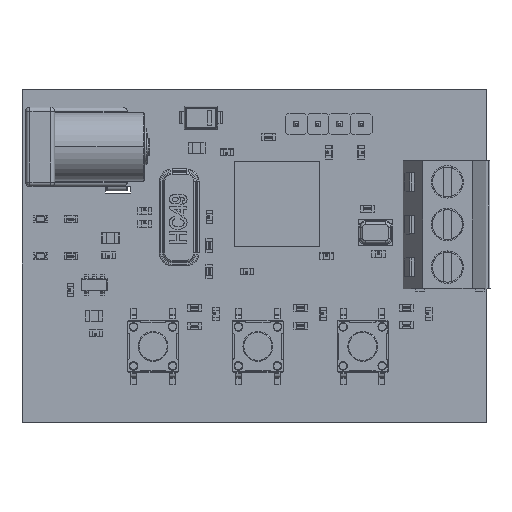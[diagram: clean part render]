
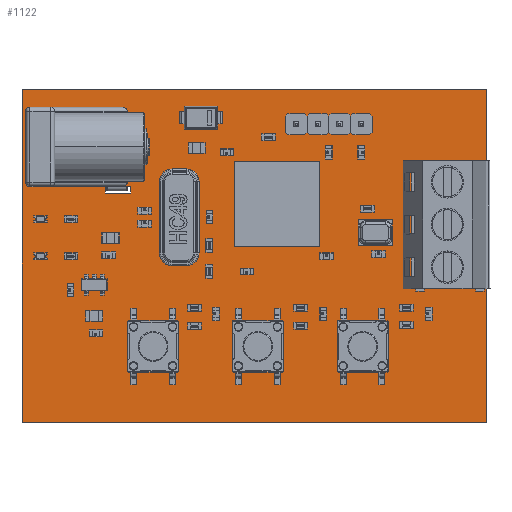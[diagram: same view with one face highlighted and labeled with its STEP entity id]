
A CAD part, top view. The second image highlights one B-rep face of the part: STEP entity #1122.
In plain terms, the highlighted planar face has unit normal (0, 0, 1).
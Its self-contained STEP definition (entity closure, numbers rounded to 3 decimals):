
#207 = VERTEX_POINT('',#208);
#208 = CARTESIAN_POINT('',(25.5,25.5,0.));
#214 = EDGE_CURVE('',#207,#215,#217,.T.);
#215 = VERTEX_POINT('',#216);
#216 = CARTESIAN_POINT('',(80.,25.5,0.));
#217 = LINE('',#218,#219);
#218 = CARTESIAN_POINT('',(25.5,25.5,0.));
#219 = VECTOR('',#220,1.);
#220 = DIRECTION('',(1.,0.,0.));
#245 = EDGE_CURVE('',#215,#246,#248,.T.);
#246 = VERTEX_POINT('',#247);
#247 = CARTESIAN_POINT('',(80.,64.5,0.));
#248 = LINE('',#249,#250);
#249 = CARTESIAN_POINT('',(80.,25.5,0.));
#250 = VECTOR('',#251,1.);
#251 = DIRECTION('',(0.,1.,0.));
#276 = EDGE_CURVE('',#246,#277,#279,.T.);
#277 = VERTEX_POINT('',#278);
#278 = CARTESIAN_POINT('',(25.5,64.5,0.));
#279 = LINE('',#280,#281);
#280 = CARTESIAN_POINT('',(80.,64.5,0.));
#281 = VECTOR('',#282,1.);
#282 = DIRECTION('',(-1.,0.,0.));
#307 = EDGE_CURVE('',#277,#207,#308,.T.);
#308 = LINE('',#309,#310);
#309 = CARTESIAN_POINT('',(25.5,64.5,0.));
#310 = VECTOR('',#311,1.);
#311 = DIRECTION('',(0.,-1.,0.));
#331 = VERTEX_POINT('',#332);
#332 = CARTESIAN_POINT('',(38.282,53.182,0.));
#338 = EDGE_CURVE('',#331,#339,#341,.T.);
#339 = VERTEX_POINT('',#340);
#340 = CARTESIAN_POINT('',(35.282,53.182,0.));
#341 = LINE('',#342,#343);
#342 = CARTESIAN_POINT('',(38.282,53.182,0.));
#343 = VECTOR('',#344,1.);
#344 = DIRECTION('',(-1.,0.,0.));
#369 = EDGE_CURVE('',#339,#370,#372,.T.);
#370 = VERTEX_POINT('',#371);
#371 = CARTESIAN_POINT('',(35.282,52.382,0.));
#372 = LINE('',#373,#374);
#373 = CARTESIAN_POINT('',(35.282,53.182,0.));
#374 = VECTOR('',#375,1.);
#375 = DIRECTION('',(0.,-1.,0.));
#400 = EDGE_CURVE('',#370,#401,#403,.T.);
#401 = VERTEX_POINT('',#402);
#402 = CARTESIAN_POINT('',(38.282,52.382,0.));
#403 = LINE('',#404,#405);
#404 = CARTESIAN_POINT('',(35.282,52.382,0.));
#405 = VECTOR('',#406,1.);
#406 = DIRECTION('',(1.,0.,0.));
#431 = EDGE_CURVE('',#401,#331,#432,.T.);
#432 = LINE('',#433,#434);
#433 = CARTESIAN_POINT('',(38.282,52.382,0.));
#434 = VECTOR('',#435,1.);
#435 = DIRECTION('',(0.,1.,0.));
#455 = VERTEX_POINT('',#456);
#456 = CARTESIAN_POINT('',(44.242,47.09,0.));
#462 = EDGE_CURVE('',#455,#455,#463,.T.);
#463 = CIRCLE('',#464,0.3);
#464 = AXIS2_PLACEMENT_3D('',#465,#466,#467);
#465 = CARTESIAN_POINT('',(43.942,47.09,0.));
#466 = DIRECTION('',(0.,0.,1.));
#467 = DIRECTION('',(1.,0.,0.));
#488 = VERTEX_POINT('',#489);
#489 = CARTESIAN_POINT('',(44.242,51.97,0.));
#495 = EDGE_CURVE('',#488,#488,#496,.T.);
#496 = CIRCLE('',#497,0.3);
#497 = AXIS2_PLACEMENT_3D('',#498,#499,#500);
#498 = CARTESIAN_POINT('',(43.942,51.97,0.));
#499 = DIRECTION('',(0.,0.,1.));
#500 = DIRECTION('',(1.,0.,0.));
#521 = VERTEX_POINT('',#522);
#522 = CARTESIAN_POINT('',(34.182,59.082,0.));
#528 = EDGE_CURVE('',#521,#529,#531,.T.);
#529 = VERTEX_POINT('',#530);
#530 = CARTESIAN_POINT('',(33.382,59.082,0.));
#531 = LINE('',#532,#533);
#532 = CARTESIAN_POINT('',(34.182,59.082,0.));
#533 = VECTOR('',#534,1.);
#534 = DIRECTION('',(-1.,0.,0.));
#559 = EDGE_CURVE('',#529,#560,#562,.T.);
#560 = VERTEX_POINT('',#561);
#561 = CARTESIAN_POINT('',(33.382,56.082,0.));
#562 = LINE('',#563,#564);
#563 = CARTESIAN_POINT('',(33.382,59.082,0.));
#564 = VECTOR('',#565,1.);
#565 = DIRECTION('',(0.,-1.,0.));
#590 = EDGE_CURVE('',#560,#591,#593,.T.);
#591 = VERTEX_POINT('',#592);
#592 = CARTESIAN_POINT('',(34.182,56.082,0.));
#593 = LINE('',#594,#595);
#594 = CARTESIAN_POINT('',(33.382,56.082,0.));
#595 = VECTOR('',#596,1.);
#596 = DIRECTION('',(1.,0.,0.));
#621 = EDGE_CURVE('',#591,#521,#622,.T.);
#622 = LINE('',#623,#624);
#623 = CARTESIAN_POINT('',(34.182,56.082,0.));
#624 = VECTOR('',#625,1.);
#625 = DIRECTION('',(0.,1.,0.));
#645 = VERTEX_POINT('',#646);
#646 = CARTESIAN_POINT('',(40.182,59.332,0.));
#652 = EDGE_CURVE('',#645,#653,#655,.T.);
#653 = VERTEX_POINT('',#654);
#654 = CARTESIAN_POINT('',(39.382,59.332,0.));
#655 = LINE('',#656,#657);
#656 = CARTESIAN_POINT('',(40.182,59.332,0.));
#657 = VECTOR('',#658,1.);
#658 = DIRECTION('',(-1.,0.,0.));
#683 = EDGE_CURVE('',#653,#684,#686,.T.);
#684 = VERTEX_POINT('',#685);
#685 = CARTESIAN_POINT('',(39.382,55.832,0.));
#686 = LINE('',#687,#688);
#687 = CARTESIAN_POINT('',(39.382,59.332,0.));
#688 = VECTOR('',#689,1.);
#689 = DIRECTION('',(0.,-1.,0.));
#714 = EDGE_CURVE('',#684,#715,#717,.T.);
#715 = VERTEX_POINT('',#716);
#716 = CARTESIAN_POINT('',(40.182,55.832,0.));
#717 = LINE('',#718,#719);
#718 = CARTESIAN_POINT('',(39.382,55.832,0.));
#719 = VECTOR('',#720,1.);
#720 = DIRECTION('',(1.,0.,0.));
#745 = EDGE_CURVE('',#715,#645,#746,.T.);
#746 = LINE('',#747,#748);
#747 = CARTESIAN_POINT('',(40.182,55.832,0.));
#748 = VECTOR('',#749,1.);
#749 = DIRECTION('',(0.,1.,0.));
#769 = VERTEX_POINT('',#770);
#770 = CARTESIAN_POINT('',(60.698,60.452,0.));
#776 = EDGE_CURVE('',#769,#769,#777,.T.);
#777 = CIRCLE('',#778,0.5);
#778 = AXIS2_PLACEMENT_3D('',#779,#780,#781);
#779 = CARTESIAN_POINT('',(60.198,60.452,0.));
#780 = DIRECTION('',(0.,0.,1.));
#781 = DIRECTION('',(1.,0.,0.));
#802 = VERTEX_POINT('',#803);
#803 = CARTESIAN_POINT('',(58.158,60.452,0.));
#809 = EDGE_CURVE('',#802,#802,#810,.T.);
#810 = CIRCLE('',#811,0.5);
#811 = AXIS2_PLACEMENT_3D('',#812,#813,#814);
#812 = CARTESIAN_POINT('',(57.658,60.452,0.));
#813 = DIRECTION('',(0.,0.,1.));
#814 = DIRECTION('',(1.,0.,0.));
#835 = VERTEX_POINT('',#836);
#836 = CARTESIAN_POINT('',(68.098,47.735,0.));
#842 = EDGE_CURVE('',#835,#835,#843,.T.);
#843 = CIRCLE('',#844,0.25);
#844 = AXIS2_PLACEMENT_3D('',#845,#846,#847);
#845 = CARTESIAN_POINT('',(67.848,47.735,0.));
#846 = DIRECTION('',(0.,0.,1.));
#847 = DIRECTION('',(1.,0.,0.));
#868 = VERTEX_POINT('',#869);
#869 = CARTESIAN_POINT('',(75.834,43.514,0.));
#875 = EDGE_CURVE('',#868,#868,#876,.T.);
#876 = CIRCLE('',#877,0.65);
#877 = AXIS2_PLACEMENT_3D('',#878,#879,#880);
#878 = CARTESIAN_POINT('',(75.184,43.514,0.));
#879 = DIRECTION('',(0.,0.,1.));
#880 = DIRECTION('',(1.,0.,0.));
#901 = VERTEX_POINT('',#902);
#902 = CARTESIAN_POINT('',(75.834,48.514,0.));
#908 = EDGE_CURVE('',#901,#901,#909,.T.);
#909 = CIRCLE('',#910,0.65);
#910 = AXIS2_PLACEMENT_3D('',#911,#912,#913);
#911 = CARTESIAN_POINT('',(75.184,48.514,0.));
#912 = DIRECTION('',(0.,0.,1.));
#913 = DIRECTION('',(1.,0.,0.));
#934 = VERTEX_POINT('',#935);
#935 = CARTESIAN_POINT('',(65.778,60.452,0.));
#941 = EDGE_CURVE('',#934,#934,#942,.T.);
#942 = CIRCLE('',#943,0.5);
#943 = AXIS2_PLACEMENT_3D('',#944,#945,#946);
#944 = CARTESIAN_POINT('',(65.278,60.452,0.));
#945 = DIRECTION('',(0.,0.,1.));
#946 = DIRECTION('',(1.,0.,0.));
#967 = VERTEX_POINT('',#968);
#968 = CARTESIAN_POINT('',(63.238,60.452,0.));
#974 = EDGE_CURVE('',#967,#967,#975,.T.);
#975 = CIRCLE('',#976,0.5);
#976 = AXIS2_PLACEMENT_3D('',#977,#978,#979);
#977 = CARTESIAN_POINT('',(62.738,60.452,0.));
#978 = DIRECTION('',(0.,0.,1.));
#979 = DIRECTION('',(1.,0.,0.));
#1000 = VERTEX_POINT('',#1001);
#1001 = CARTESIAN_POINT('',(67.948,48.41,0.));
#1007 = EDGE_CURVE('',#1000,#1000,#1008,.T.);
#1008 = CIRCLE('',#1009,0.1);
#1009 = AXIS2_PLACEMENT_3D('',#1010,#1011,#1012);
#1010 = CARTESIAN_POINT('',(67.848,48.41,0.));
#1011 = DIRECTION('',(0.,0.,1.));
#1012 = DIRECTION('',(1.,0.,0.));
#1033 = VERTEX_POINT('',#1034);
#1034 = CARTESIAN_POINT('',(75.834,53.514,0.));
#1040 = EDGE_CURVE('',#1033,#1033,#1041,.T.);
#1041 = CIRCLE('',#1042,0.65);
#1042 = AXIS2_PLACEMENT_3D('',#1043,#1044,#1045);
#1043 = CARTESIAN_POINT('',(75.184,53.514,0.));
#1044 = DIRECTION('',(0.,0.,1.));
#1045 = DIRECTION('',(1.,0.,0.));
#1122 = ADVANCED_FACE('',(#1123,#1129,#1135,#1138,#1141,#1147,#1153,
    #1156,#1159,#1162,#1165,#1168,#1171,#1174,#1177),#1180,.F.);
#1123 = FACE_BOUND('',#1124,.T.);
#1124 = EDGE_LOOP('',(#1125,#1126,#1127,#1128));
#1125 = ORIENTED_EDGE('',*,*,#214,.T.);
#1126 = ORIENTED_EDGE('',*,*,#245,.T.);
#1127 = ORIENTED_EDGE('',*,*,#276,.T.);
#1128 = ORIENTED_EDGE('',*,*,#307,.T.);
#1129 = FACE_BOUND('',#1130,.F.);
#1130 = EDGE_LOOP('',(#1131,#1132,#1133,#1134));
#1131 = ORIENTED_EDGE('',*,*,#338,.T.);
#1132 = ORIENTED_EDGE('',*,*,#369,.T.);
#1133 = ORIENTED_EDGE('',*,*,#400,.T.);
#1134 = ORIENTED_EDGE('',*,*,#431,.T.);
#1135 = FACE_BOUND('',#1136,.F.);
#1136 = EDGE_LOOP('',(#1137));
#1137 = ORIENTED_EDGE('',*,*,#462,.T.);
#1138 = FACE_BOUND('',#1139,.F.);
#1139 = EDGE_LOOP('',(#1140));
#1140 = ORIENTED_EDGE('',*,*,#495,.T.);
#1141 = FACE_BOUND('',#1142,.F.);
#1142 = EDGE_LOOP('',(#1143,#1144,#1145,#1146));
#1143 = ORIENTED_EDGE('',*,*,#528,.T.);
#1144 = ORIENTED_EDGE('',*,*,#559,.T.);
#1145 = ORIENTED_EDGE('',*,*,#590,.T.);
#1146 = ORIENTED_EDGE('',*,*,#621,.T.);
#1147 = FACE_BOUND('',#1148,.F.);
#1148 = EDGE_LOOP('',(#1149,#1150,#1151,#1152));
#1149 = ORIENTED_EDGE('',*,*,#652,.T.);
#1150 = ORIENTED_EDGE('',*,*,#683,.T.);
#1151 = ORIENTED_EDGE('',*,*,#714,.T.);
#1152 = ORIENTED_EDGE('',*,*,#745,.T.);
#1153 = FACE_BOUND('',#1154,.F.);
#1154 = EDGE_LOOP('',(#1155));
#1155 = ORIENTED_EDGE('',*,*,#776,.T.);
#1156 = FACE_BOUND('',#1157,.F.);
#1157 = EDGE_LOOP('',(#1158));
#1158 = ORIENTED_EDGE('',*,*,#809,.T.);
#1159 = FACE_BOUND('',#1160,.F.);
#1160 = EDGE_LOOP('',(#1161));
#1161 = ORIENTED_EDGE('',*,*,#842,.T.);
#1162 = FACE_BOUND('',#1163,.F.);
#1163 = EDGE_LOOP('',(#1164));
#1164 = ORIENTED_EDGE('',*,*,#875,.T.);
#1165 = FACE_BOUND('',#1166,.F.);
#1166 = EDGE_LOOP('',(#1167));
#1167 = ORIENTED_EDGE('',*,*,#908,.T.);
#1168 = FACE_BOUND('',#1169,.F.);
#1169 = EDGE_LOOP('',(#1170));
#1170 = ORIENTED_EDGE('',*,*,#941,.T.);
#1171 = FACE_BOUND('',#1172,.F.);
#1172 = EDGE_LOOP('',(#1173));
#1173 = ORIENTED_EDGE('',*,*,#974,.T.);
#1174 = FACE_BOUND('',#1175,.F.);
#1175 = EDGE_LOOP('',(#1176));
#1176 = ORIENTED_EDGE('',*,*,#1007,.T.);
#1177 = FACE_BOUND('',#1178,.F.);
#1178 = EDGE_LOOP('',(#1179));
#1179 = ORIENTED_EDGE('',*,*,#1040,.T.);
#1180 = PLANE('',#1181);
#1181 = AXIS2_PLACEMENT_3D('',#1182,#1183,#1184);
#1182 = CARTESIAN_POINT('',(25.5,25.5,0.));
#1183 = DIRECTION('',(0.,0.,-1.));
#1184 = DIRECTION('',(-1.,0.,0.));
